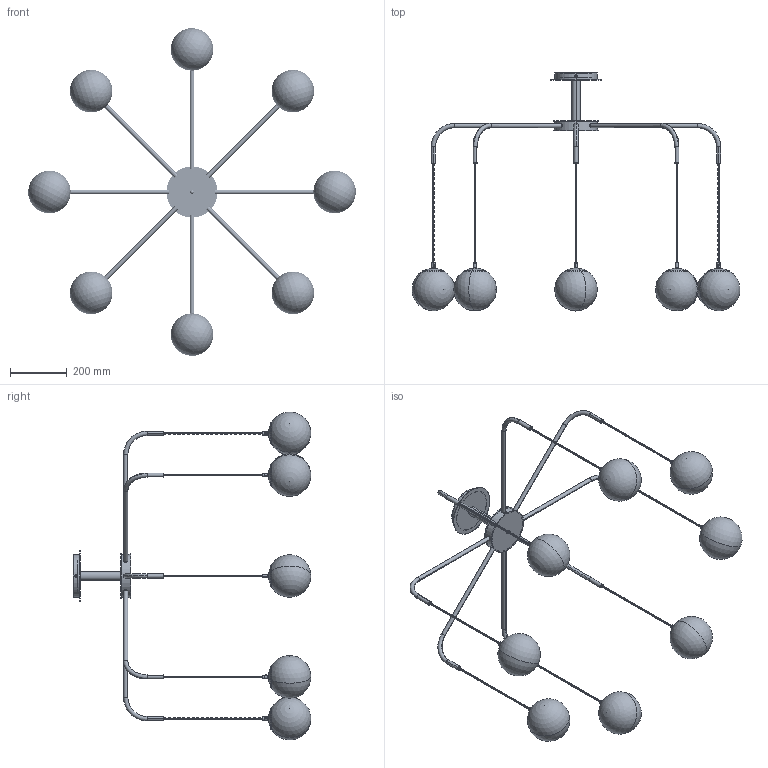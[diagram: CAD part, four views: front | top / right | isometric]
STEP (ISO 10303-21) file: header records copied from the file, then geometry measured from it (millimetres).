
FILE_DESCRIPTION (( 'STEP AP203' ), '1' );
FILE_NAME ('WB 8 00028._exported.step', '2025-02-09T08:55:27', ( '' ), ( '' ), 'SwSTEP 2.0', 'SolidWorks 2023', '' );
FILE_SCHEMA (( 'CONFIG_CONTROL_DESIGN' ));
Products named in the file (1): WB 8 00028._exported
Bounding box: 1154.9 x 837.76 x 1154.9 mm (x, y, z)
Surface area: 1039915.4 mm2 (no closed solid volume)
Topology: 0 solids, 95 shells, 330 faces, 1041 edges, 730 vertices
Faces by surface type: cylinder 136, bspline 52, torus 50, sphere 46, plane 40, cone 6
Entity records: 353052 total; most frequent: CARTESIAN_POINT 344492, DIRECTION 1903, ORIENTED_EDGE 1512, EDGE_CURVE 996, AXIS2_PLACEMENT_3D 845, VERTEX_POINT 703, CIRCLE 566, EDGE_LOOP 376
